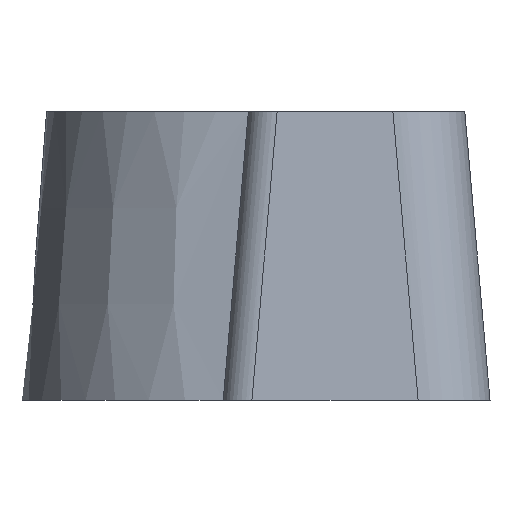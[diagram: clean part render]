
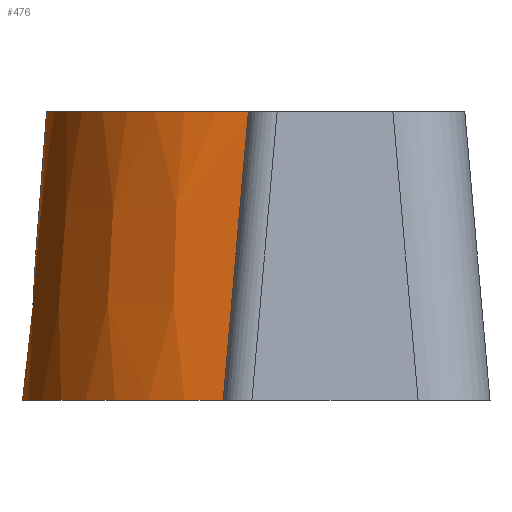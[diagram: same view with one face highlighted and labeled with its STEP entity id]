
A CAD part, front view. The second image highlights one B-rep face of the part: STEP entity #476.
In plain terms, the highlighted conical face has half-angle 5 degrees and reference radius 14 mm.
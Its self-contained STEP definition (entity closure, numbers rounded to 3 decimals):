
#33=(
BOUNDED_CURVE()
B_SPLINE_CURVE(2,(#703,#704,#705),.UNSPECIFIED.,.F.,.F.)
B_SPLINE_CURVE_WITH_KNOTS((3,3),(0.,1.012),.UNSPECIFIED.)
CURVE()
GEOMETRIC_REPRESENTATION_ITEM()
RATIONAL_B_SPLINE_CURVE((1.,1.,1.))
REPRESENTATION_ITEM('')
);
#37=(
BOUNDED_CURVE()
B_SPLINE_CURVE(2,(#729,#730,#731),.UNSPECIFIED.,.F.,.F.)
B_SPLINE_CURVE_WITH_KNOTS((3,3),(0.,1.012),.UNSPECIFIED.)
CURVE()
GEOMETRIC_REPRESENTATION_ITEM()
RATIONAL_B_SPLINE_CURVE((1.,1.,1.))
REPRESENTATION_ITEM('')
);
#41=(
BOUNDED_CURVE()
B_SPLINE_CURVE(2,(#807,#808,#809),.UNSPECIFIED.,.F.,.F.)
B_SPLINE_CURVE_WITH_KNOTS((3,3),(-2.203,-0.19),
 .UNSPECIFIED.)
CURVE()
GEOMETRIC_REPRESENTATION_ITEM()
RATIONAL_B_SPLINE_CURVE((1.,1.,1.))
REPRESENTATION_ITEM('')
);
#42=(
BOUNDED_CURVE()
B_SPLINE_CURVE(2,(#827,#828,#829),.UNSPECIFIED.,.F.,.F.)
B_SPLINE_CURVE_WITH_KNOTS((3,3),(-2.203,-0.19),
 .UNSPECIFIED.)
CURVE()
GEOMETRIC_REPRESENTATION_ITEM()
RATIONAL_B_SPLINE_CURVE((1.,1.,1.))
REPRESENTATION_ITEM('')
);
#86=FACE_OUTER_BOUND('',#114,.T.);
#114=EDGE_LOOP('',(#413,#414,#415,#416,#417,#418,#419,#420));
#189=CIRCLE('',#500,14.875);
#193=CIRCLE('',#508,14.);
#196=CIRCLE('',#515,14.);
#197=CIRCLE('',#529,15.75);
#205=VERTEX_POINT('',#701);
#206=VERTEX_POINT('',#702);
#213=VERTEX_POINT('',#727);
#214=VERTEX_POINT('',#728);
#221=VERTEX_POINT('',#763);
#232=VERTEX_POINT('',#786);
#238=VERTEX_POINT('',#806);
#243=VERTEX_POINT('',#825);
#253=EDGE_CURVE('',#205,#206,#33,.T.);
#261=EDGE_CURVE('',#213,#214,#37,.T.);
#267=EDGE_CURVE('',#214,#205,#189,.T.);
#275=EDGE_CURVE('',#213,#221,#193,.T.);
#288=EDGE_CURVE('',#232,#206,#196,.T.);
#297=EDGE_CURVE('',#221,#238,#41,.T.);
#306=EDGE_CURVE('',#232,#243,#42,.T.);
#308=EDGE_CURVE('',#243,#238,#197,.T.);
#413=ORIENTED_EDGE('',*,*,#253,.T.);
#414=ORIENTED_EDGE('',*,*,#288,.F.);
#415=ORIENTED_EDGE('',*,*,#306,.T.);
#416=ORIENTED_EDGE('',*,*,#308,.T.);
#417=ORIENTED_EDGE('',*,*,#297,.F.);
#418=ORIENTED_EDGE('',*,*,#275,.F.);
#419=ORIENTED_EDGE('',*,*,#261,.T.);
#420=ORIENTED_EDGE('',*,*,#267,.T.);
#453=CONICAL_SURFACE('',#528,14.,0.087);
#476=ADVANCED_FACE('',(#86),#453,.T.);
#500=AXIS2_PLACEMENT_3D('',#743,#583,#584);
#508=AXIS2_PLACEMENT_3D('',#764,#601,#602);
#515=AXIS2_PLACEMENT_3D('',#788,#621,#622);
#528=AXIS2_PLACEMENT_3D('',#833,#659,#660);
#529=AXIS2_PLACEMENT_3D('',#834,#661,#662);
#583=DIRECTION('center_axis',(0.,0.,-1.));
#584=DIRECTION('ref_axis',(1.,0.,0.));
#601=DIRECTION('center_axis',(0.,0.,1.));
#602=DIRECTION('ref_axis',(1.,0.,0.));
#621=DIRECTION('center_axis',(0.,0.,1.));
#622=DIRECTION('ref_axis',(1.,0.,0.));
#659=DIRECTION('center_axis',(0.,0.,-1.));
#660=DIRECTION('ref_axis',(-1.,0.,0.));
#661=DIRECTION('center_axis',(0.,0.,1.));
#662=DIRECTION('ref_axis',(1.,0.,0.));
#701=CARTESIAN_POINT('',(284.189,44.973,-10.));
#702=CARTESIAN_POINT('',(285.698,45.229,0.));
#703=CARTESIAN_POINT('Ctrl Pts',(284.189,44.973,-10.));
#704=CARTESIAN_POINT('Ctrl Pts',(284.952,45.12,-4.768));
#705=CARTESIAN_POINT('Ctrl Pts',(285.698,45.229,0.));
#727=CARTESIAN_POINT('',(281.07,35.41,0.));
#728=CARTESIAN_POINT('',(280.307,36.737,-10.));
#729=CARTESIAN_POINT('Ctrl Pts',(281.07,35.41,0.));
#730=CARTESIAN_POINT('Ctrl Pts',(280.68,36.055,-4.768));
#731=CARTESIAN_POINT('Ctrl Pts',(280.307,36.737,-10.));
#743=CARTESIAN_POINT('Origin',(295.057,34.818,-10.));
#763=CARTESIAN_POINT('',(295.057,20.818,0.));
#764=CARTESIAN_POINT('Origin',(295.057,34.818,0.));
#786=CARTESIAN_POINT('',(295.057,48.818,0.));
#788=CARTESIAN_POINT('Origin',(295.057,34.818,0.));
#806=CARTESIAN_POINT('',(293.308,19.165,-20.));
#807=CARTESIAN_POINT('Ctrl Pts',(295.057,20.818,0.));
#808=CARTESIAN_POINT('Ctrl Pts',(294.231,19.992,-9.443));
#809=CARTESIAN_POINT('Ctrl Pts',(293.308,19.165,-20.));
#825=CARTESIAN_POINT('',(293.308,50.47,-20.));
#827=CARTESIAN_POINT('Ctrl Pts',(295.057,48.818,0.));
#828=CARTESIAN_POINT('Ctrl Pts',(294.231,49.644,-9.443));
#829=CARTESIAN_POINT('Ctrl Pts',(293.308,50.47,-20.));
#833=CARTESIAN_POINT('Origin',(295.057,34.818,0.));
#834=CARTESIAN_POINT('Origin',(295.057,34.818,-20.));
